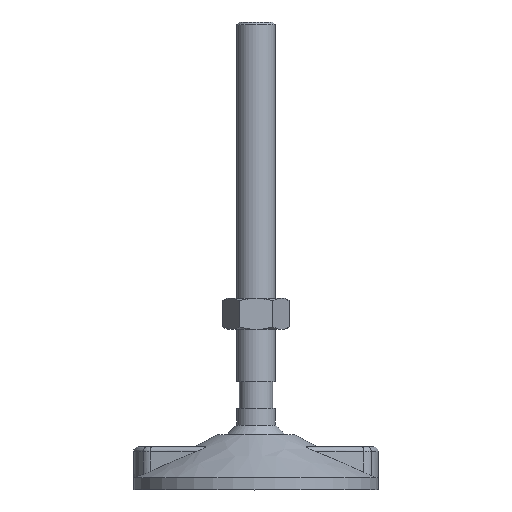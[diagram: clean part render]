
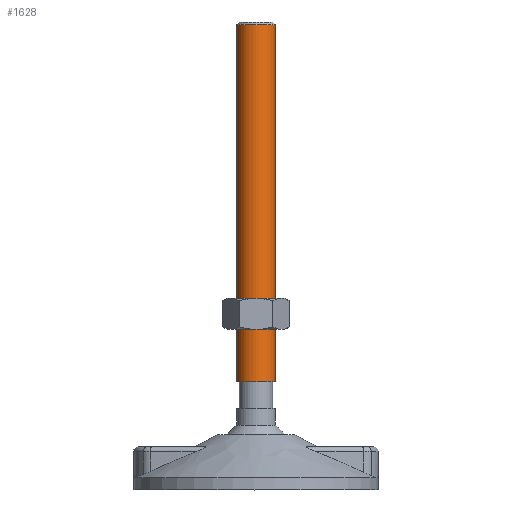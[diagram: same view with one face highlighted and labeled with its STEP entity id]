
A CAD part, front view. The second image highlights one B-rep face of the part: STEP entity #1628.
In plain terms, the highlighted cylindrical face has radius 8 mm (diameter 16 mm), a full revolution.
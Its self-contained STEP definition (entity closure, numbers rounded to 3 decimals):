
#1569=CARTESIAN_POINT('',(-8.,0.,45.));
#1570=VERTEX_POINT('',#1569);
#1571=CARTESIAN_POINT('',(8.,0.,45.));
#1572=VERTEX_POINT('',#1571);
#1573=CARTESIAN_POINT('',(0.,0.,45.));
#1574=DIRECTION('',(0.0,0.,1.));
#1575=DIRECTION('',(1.0,0.0,0.0));
#1576=AXIS2_PLACEMENT_3D('',#1573,#1574,#1575);
#1577=CIRCLE('',#1576,8.);
#1578=EDGE_CURVE('',#1570,#1572,#1577,.T.);
#1580=CARTESIAN_POINT('',(0.,0.,45.));
#1581=DIRECTION('',(0.0,0.,1.));
#1582=DIRECTION('',(1.0,0.0,0.0));
#1583=AXIS2_PLACEMENT_3D('',#1580,#1581,#1582);
#1584=CIRCLE('',#1583,8.);
#1585=EDGE_CURVE('',#1572,#1570,#1584,.T.);
#1594=CARTESIAN_POINT('',(0.,0.,45.));
#1595=DIRECTION('',(0.0,0.,1.));
#1596=DIRECTION('',(1.0,0.0,0.0));
#1597=AXIS2_PLACEMENT_3D('',#1594,#1595,#1596);
#1598=CYLINDRICAL_SURFACE('',#1597,8.);
#1599=ORIENTED_EDGE('',*,*,#1585,.T.);
#1600=ORIENTED_EDGE('',*,*,#1578,.T.);
#1601=CARTESIAN_POINT('',(8.,0.,193.917));
#1602=VERTEX_POINT('',#1601);
#1603=CARTESIAN_POINT('',(8.,0.,45.));
#1604=DIRECTION('',(0.,0.,1.));
#1605=VECTOR('',#1604,148.917);
#1606=LINE('',#1603,#1605);
#1607=EDGE_CURVE('',#1572,#1602,#1606,.T.);
#1608=ORIENTED_EDGE('',*,*,#1607,.T.);
#1609=CARTESIAN_POINT('',(-8.,0.,193.917));
#1610=VERTEX_POINT('',#1609);
#1611=CARTESIAN_POINT('',(0.,0.,193.917));
#1612=DIRECTION('',(0.0,0.,1.));
#1613=DIRECTION('',(1.0,0.0,0.0));
#1614=AXIS2_PLACEMENT_3D('',#1611,#1612,#1613);
#1615=CIRCLE('',#1614,8.);
#1616=EDGE_CURVE('',#1610,#1602,#1615,.T.);
#1617=ORIENTED_EDGE('',*,*,#1616,.F.);
#1618=CARTESIAN_POINT('',(0.,0.,193.917));
#1619=DIRECTION('',(0.0,0.,1.));
#1620=DIRECTION('',(1.0,0.0,0.0));
#1621=AXIS2_PLACEMENT_3D('',#1618,#1619,#1620);
#1622=CIRCLE('',#1621,8.);
#1623=EDGE_CURVE('',#1602,#1610,#1622,.T.);
#1624=ORIENTED_EDGE('',*,*,#1623,.F.);
#1625=ORIENTED_EDGE('',*,*,#1607,.F.);
#1626=EDGE_LOOP('',(#1599,#1600,#1608,#1617,#1624,#1625));
#1627=FACE_OUTER_BOUND('',#1626,.T.);
#1628=ADVANCED_FACE('',(#1627),#1598,.T.);
